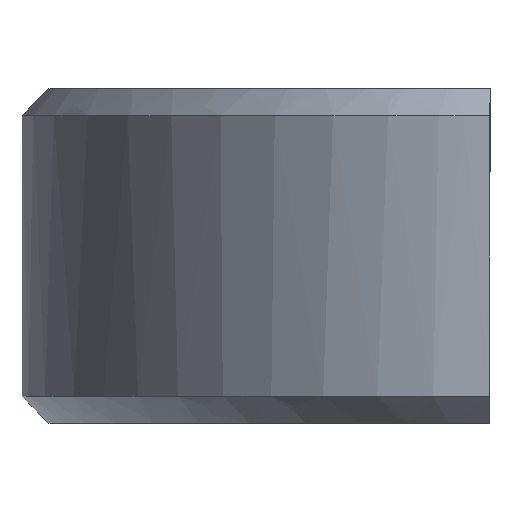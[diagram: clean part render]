
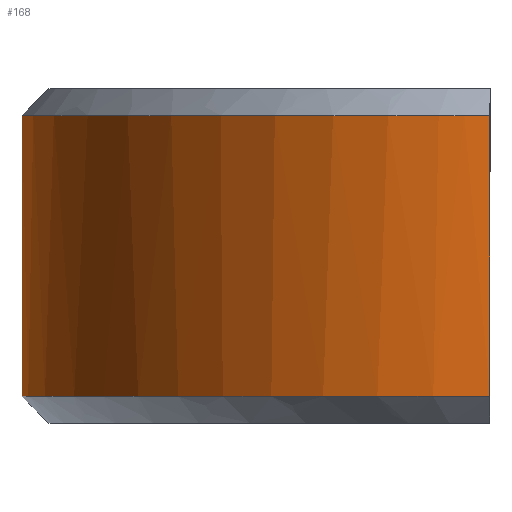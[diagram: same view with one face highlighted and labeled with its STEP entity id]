
A CAD part, left-side view. The second image highlights one B-rep face of the part: STEP entity #168.
In plain terms, the highlighted free-form (B-spline) face has degree [1, 2] with [2, 5] control points.
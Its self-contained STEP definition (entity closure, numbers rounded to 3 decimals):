
#17=(
BOUNDED_SURFACE()
B_SPLINE_SURFACE(1,2,((#468,#469,#470,#471,#472),(#473,#474,#475,#476,#477)),
 .UNSPECIFIED.,.F.,.F.,.F.)
B_SPLINE_SURFACE_WITH_KNOTS((2,2),(3,2,3),(0.04,0.46),(0.,
1.571,3.142),.UNSPECIFIED.)
GEOMETRIC_REPRESENTATION_ITEM()
RATIONAL_B_SPLINE_SURFACE(((1.,0.707,1.,0.707,1.),
(1.,0.707,1.,0.707,1.)))
REPRESENTATION_ITEM('')
SURFACE()
);
#21=LINE('',#479,#28);
#22=LINE('',#491,#29);
#28=VECTOR('',#204,10.);
#29=VECTOR('',#205,10.);
#44=FACE_OUTER_BOUND('',#55,.T.);
#55=EDGE_LOOP('',(#134,#135,#136,#137));
#70=B_SPLINE_CURVE_WITH_KNOTS('',3,(#441,#442,#443,#444,#445,#446,#447,
#448,#449,#450),.UNSPECIFIED.,.F.,.F.,(4,1,1,1,1,1,1,4),(-3.142,
-2.693,-2.244,-1.795,-1.346,
-0.898,-0.449,0.),
 .UNSPECIFIED.);
#73=B_SPLINE_CURVE_WITH_KNOTS('',3,(#481,#482,#483,#484,#485,#486,#487,
#488,#489,#490),.UNSPECIFIED.,.F.,.F.,(4,1,1,1,1,1,1,4),(0.,
0.449,0.898,1.346,1.795,2.244,
2.693,3.142),.UNSPECIFIED.);
#85=VERTEX_POINT('',#433);
#86=VERTEX_POINT('',#440);
#88=VERTEX_POINT('',#478);
#89=VERTEX_POINT('',#480);
#103=EDGE_CURVE('',#85,#86,#70,.T.);
#106=EDGE_CURVE('',#85,#88,#21,.T.);
#107=EDGE_CURVE('',#89,#88,#73,.T.);
#108=EDGE_CURVE('',#86,#89,#22,.T.);
#134=ORIENTED_EDGE('',*,*,#103,.F.);
#135=ORIENTED_EDGE('',*,*,#106,.T.);
#136=ORIENTED_EDGE('',*,*,#107,.F.);
#137=ORIENTED_EDGE('',*,*,#108,.F.);
#168=ADVANCED_FACE('',(#44),#17,.F.);
#204=DIRECTION('',(0.,0.,1.));
#205=DIRECTION('',(0.,0.,1.));
#433=CARTESIAN_POINT('',(-50.,0.,2.));
#440=CARTESIAN_POINT('',(50.,0.,2.));
#441=CARTESIAN_POINT('Ctrl Pts',(-50.,0.,2.));
#442=CARTESIAN_POINT('Ctrl Pts',(-50.,5.236,2.));
#443=CARTESIAN_POINT('Ctrl Pts',(-46.588,15.704,2.));
#444=CARTESIAN_POINT('Ctrl Pts',(-32.241,28.3,2.));
#445=CARTESIAN_POINT('Ctrl Pts',(-11.506,35.292,2.));
#446=CARTESIAN_POINT('Ctrl Pts',(11.505,35.287,2.));
#447=CARTESIAN_POINT('Ctrl Pts',(32.243,28.302,2.));
#448=CARTESIAN_POINT('Ctrl Pts',(46.588,15.704,2.));
#449=CARTESIAN_POINT('Ctrl Pts',(50.,5.236,2.));
#450=CARTESIAN_POINT('Ctrl Pts',(50.,0.,2.));
#468=CARTESIAN_POINT('Ctrl Pts',(50.,0.,2.));
#469=CARTESIAN_POINT('Ctrl Pts',(50.,35.,2.));
#470=CARTESIAN_POINT('Ctrl Pts',(0.,35.,2.));
#471=CARTESIAN_POINT('Ctrl Pts',(-50.,35.,2.));
#472=CARTESIAN_POINT('Ctrl Pts',(-50.,0.,2.));
#473=CARTESIAN_POINT('Ctrl Pts',(50.,0.,23.));
#474=CARTESIAN_POINT('Ctrl Pts',(50.,35.,23.));
#475=CARTESIAN_POINT('Ctrl Pts',(0.,35.,23.));
#476=CARTESIAN_POINT('Ctrl Pts',(-50.,35.,23.));
#477=CARTESIAN_POINT('Ctrl Pts',(-50.,0.,23.));
#478=CARTESIAN_POINT('',(-50.,0.,23.));
#479=CARTESIAN_POINT('',(-50.,0.,0.));
#480=CARTESIAN_POINT('',(50.,0.,23.));
#481=CARTESIAN_POINT('Ctrl Pts',(50.,0.,23.));
#482=CARTESIAN_POINT('Ctrl Pts',(50.,5.236,23.));
#483=CARTESIAN_POINT('Ctrl Pts',(46.587,15.704,23.));
#484=CARTESIAN_POINT('Ctrl Pts',(32.243,28.302,23.));
#485=CARTESIAN_POINT('Ctrl Pts',(11.505,35.287,23.));
#486=CARTESIAN_POINT('Ctrl Pts',(-11.506,35.292,23.));
#487=CARTESIAN_POINT('Ctrl Pts',(-32.241,28.3,23.));
#488=CARTESIAN_POINT('Ctrl Pts',(-46.587,15.704,23.));
#489=CARTESIAN_POINT('Ctrl Pts',(-50.,5.236,23.));
#490=CARTESIAN_POINT('Ctrl Pts',(-50.,0.,23.));
#491=CARTESIAN_POINT('',(50.,0.,0.));
